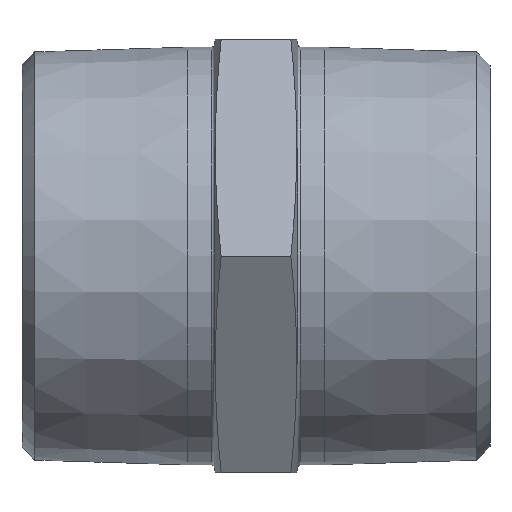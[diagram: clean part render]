
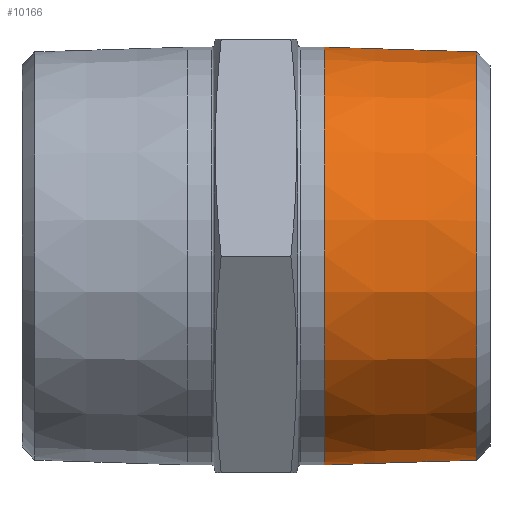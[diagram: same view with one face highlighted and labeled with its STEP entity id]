
A CAD part, front view. The second image highlights one B-rep face of the part: STEP entity #10166.
In plain terms, the highlighted conical face has half-angle 1.79 degrees and reference radius 23.503 mm.
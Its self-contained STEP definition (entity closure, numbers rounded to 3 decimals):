
#1060 = CARTESIAN_POINT ( 'NONE',  ( 7.9, 0., 24.1 ) ) ;
#1163 = CARTESIAN_POINT ( 'NONE',  ( 27., 0., 0. ) ) ;
#1257 = CARTESIAN_POINT ( 'NONE',  ( 7.9, 0., 0. ) ) ;
#1668 = AXIS2_PLACEMENT_3D ( 'NONE', #1163, #12467, #10504 ) ;
#2057 = EDGE_LOOP ( 'NONE', ( #3973 ) ) ;
#2272 = EDGE_CURVE ( 'NONE', #10242, #10242, #3734, .T. ) ;
#3734 = CIRCLE ( 'NONE', #13813, 24.1 ) ;
#3973 = ORIENTED_EDGE ( 'NONE', *, *, #2272, .F. ) ;
#4919 = EDGE_LOOP ( 'NONE', ( #8154 ) ) ;
#5017 = DIRECTION ( 'NONE',  ( 0., 0., -1. ) ) ;
#5037 = DIRECTION ( 'NONE',  ( 0., 0., 1. ) ) ;
#6989 = CIRCLE ( 'NONE', #13945, 23.551 ) ;
#7064 = FACE_BOUND ( 'NONE', #4919, .T. ) ;
#8034 = FACE_OUTER_BOUND ( 'NONE', #2057, .T. ) ;
#8154 = ORIENTED_EDGE ( 'NONE', *, *, #10373, .T. ) ;
#10015 = CARTESIAN_POINT ( 'NONE',  ( 25.472, 0., -23.551 ) ) ;
#10166 = ADVANCED_FACE ( 'NONE', ( #7064, #8034 ), #10327, .T. ) ;
#10242 = VERTEX_POINT ( 'NONE', #1060 ) ;
#10327 = CONICAL_SURFACE ( 'NONE', #1668, 23.503, 0.031 ) ;
#10373 = EDGE_CURVE ( 'NONE', #13725, #13725, #6989, .T. ) ;
#10504 = DIRECTION ( 'NONE',  ( 0., 0., 1. ) ) ;
#10523 = DIRECTION ( 'NONE',  ( -1., 0., 0. ) ) ;
#11927 = CARTESIAN_POINT ( 'NONE',  ( 25.472, 0., 0. ) ) ;
#12467 = DIRECTION ( 'NONE',  ( -1., 0., 0. ) ) ;
#12910 = DIRECTION ( 'NONE',  ( -1., 0., 0. ) ) ;
#13725 = VERTEX_POINT ( 'NONE', #10015 ) ;
#13813 = AXIS2_PLACEMENT_3D ( 'NONE', #1257, #10523, #5037 ) ;
#13945 = AXIS2_PLACEMENT_3D ( 'NONE', #11927, #12910, #5017 ) ;
